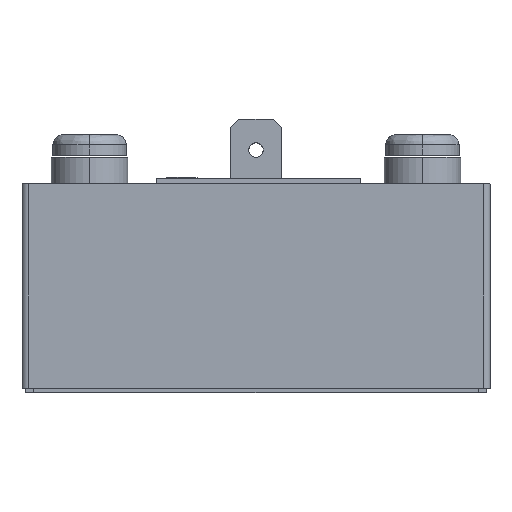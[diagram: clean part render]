
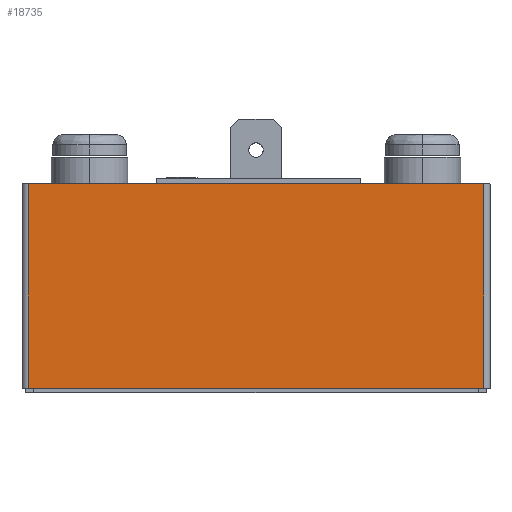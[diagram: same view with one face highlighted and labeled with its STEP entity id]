
A CAD part, top view. The second image highlights one B-rep face of the part: STEP entity #18735.
In plain terms, the highlighted planar face has unit normal (0, 0, 1).
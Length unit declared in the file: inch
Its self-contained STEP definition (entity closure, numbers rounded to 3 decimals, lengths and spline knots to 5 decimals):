
#408 = CARTESIAN_POINT ( 'NONE',  ( -1.85198, 0.188, 0.6991 ) ) ;
#485 = LINE ( 'NONE', #16093, #16780 ) ;
#803 = CARTESIAN_POINT ( 'NONE',  ( 0.37302, 0.188, 0.6991 ) ) ;
#846 = CARTESIAN_POINT ( 'NONE',  ( -1.85198, 1.188, 0.6991 ) ) ;
#847 = VERTEX_POINT ( 'NONE', #3610 ) ;
#1152 = ORIENTED_EDGE ( 'NONE', *, *, #2074, .T. ) ;
#2001 = DIRECTION ( 'NONE',  ( 1., 0., 0. ) ) ;
#2074 = EDGE_CURVE ( 'NONE', #847, #6528, #15460, .T. ) ;
#3610 = CARTESIAN_POINT ( 'NONE',  ( -1.85198, 1.188, 0.6991 ) ) ;
#4698 = EDGE_CURVE ( 'NONE', #17944, #15509, #13714, .T. ) ;
#5767 = EDGE_CURVE ( 'NONE', #6528, #17944, #485, .T. ) ;
#6096 = LINE ( 'NONE', #846, #18158 ) ;
#6364 = CARTESIAN_POINT ( 'NONE',  ( -1.85198, 0.188, 0.6991 ) ) ;
#6528 = VERTEX_POINT ( 'NONE', #6364 ) ;
#8576 = ORIENTED_EDGE ( 'NONE', *, *, #18406, .T. ) ;
#10045 = ORIENTED_EDGE ( 'NONE', *, *, #4698, .T. ) ;
#10501 = VECTOR ( 'NONE', #12003, 39.37008 ) ;
#11615 = DIRECTION ( 'NONE',  ( 0., 0., 1. ) ) ;
#11911 = CARTESIAN_POINT ( 'NONE',  ( -1.85198, 0.188, 0.6991 ) ) ;
#12003 = DIRECTION ( 'NONE',  ( 0., -1., 0. ) ) ;
#12062 = DIRECTION ( 'NONE',  ( -1., 0., 0. ) ) ;
#12351 = AXIS2_PLACEMENT_3D ( 'NONE', #408, #11615, #2001 ) ;
#12932 = CARTESIAN_POINT ( 'NONE',  ( 0.37302, 1.188, 0.6991 ) ) ;
#13674 = VECTOR ( 'NONE', #17393, 39.37008 ) ;
#13714 = LINE ( 'NONE', #15211, #13674 ) ;
#15211 = CARTESIAN_POINT ( 'NONE',  ( 0.37302, 0.188, 0.6991 ) ) ;
#15219 = ORIENTED_EDGE ( 'NONE', *, *, #5767, .T. ) ;
#15460 = LINE ( 'NONE', #11911, #10501 ) ;
#15509 = VERTEX_POINT ( 'NONE', #12932 ) ;
#16023 = DIRECTION ( 'NONE',  ( 1., 0., 0. ) ) ;
#16093 = CARTESIAN_POINT ( 'NONE',  ( -1.85198, 0.188, 0.6991 ) ) ;
#16780 = VECTOR ( 'NONE', #16023, 39.37008 ) ;
#17393 = DIRECTION ( 'NONE',  ( 0., 1., 0. ) ) ;
#17688 = PLANE ( 'NONE',  #12351 ) ;
#17944 = VERTEX_POINT ( 'NONE', #803 ) ;
#18158 = VECTOR ( 'NONE', #12062, 39.37008 ) ;
#18369 = FACE_OUTER_BOUND ( 'NONE', #20069, .T. ) ;
#18406 = EDGE_CURVE ( 'NONE', #15509, #847, #6096, .T. ) ;
#18735 = ADVANCED_FACE ( 'NONE', ( #18369 ), #17688, .T. ) ;
#20069 = EDGE_LOOP ( 'NONE', ( #8576, #1152, #15219, #10045 ) ) ;
